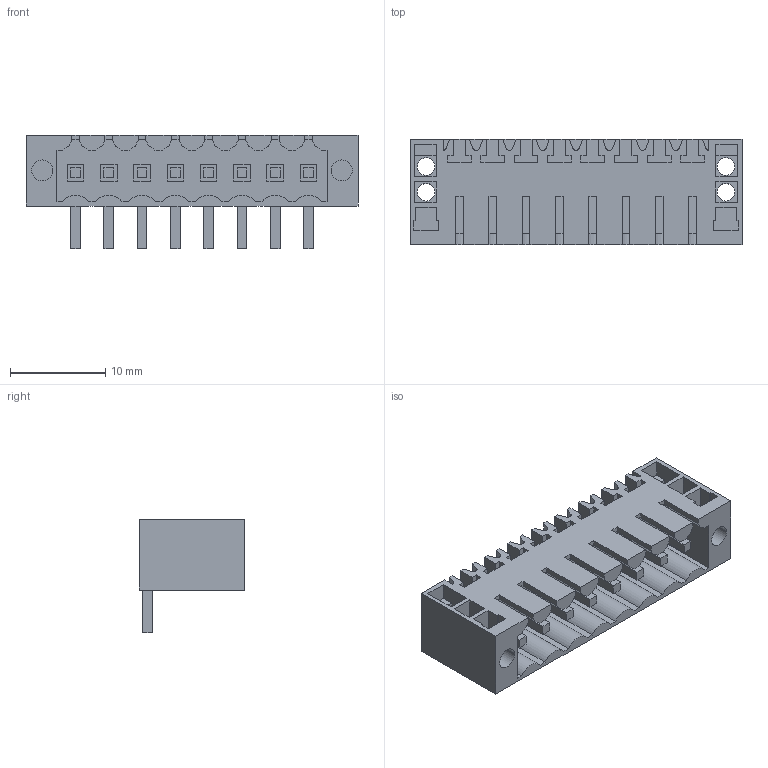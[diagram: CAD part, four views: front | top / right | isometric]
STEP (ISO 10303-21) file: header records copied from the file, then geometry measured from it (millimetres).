
FILE_DESCRIPTION(('CATIA V5 STEP Exchange','CAx-IF Rec.Pracs.--- Model Styling and Organization---1.2---2011-12-15'),'2;1');
FILE_NAME ('D1453466_0_1614200000_1614200000.stp','2018-03-06T12:14:44+00:00',('none'),('Weidmueller'),'CATIA Version 5-6 Release 2014','CATIA V5 STEP AP214','none');
FILE_SCHEMA(('AUTOMOTIVE_DESIGN { 1 0 10303 214 1 1 1 1 }'));
Length unit declared in the file: millimetre
Products named in the file (1): 1614200000
Bounding box: 34.9 x 11.05 x 11.95 mm (x, y, z)
Volume: 1313.1 mm3; surface area: 3631.6 mm2
Topology: 9 solids, 9 shells, 530 faces, 1591 edges, 1085 vertices
Faces by surface type: plane 481, cylinder 49
Entity records: 16593 total; most frequent: ORIENTED_EDGE 3182, CARTESIAN_POINT 2988, DIRECTION 2213, EDGE_CURVE 1591, VECTOR 1477, LINE 1477, VERTEX_POINT 1085, EDGE_LOOP 570
